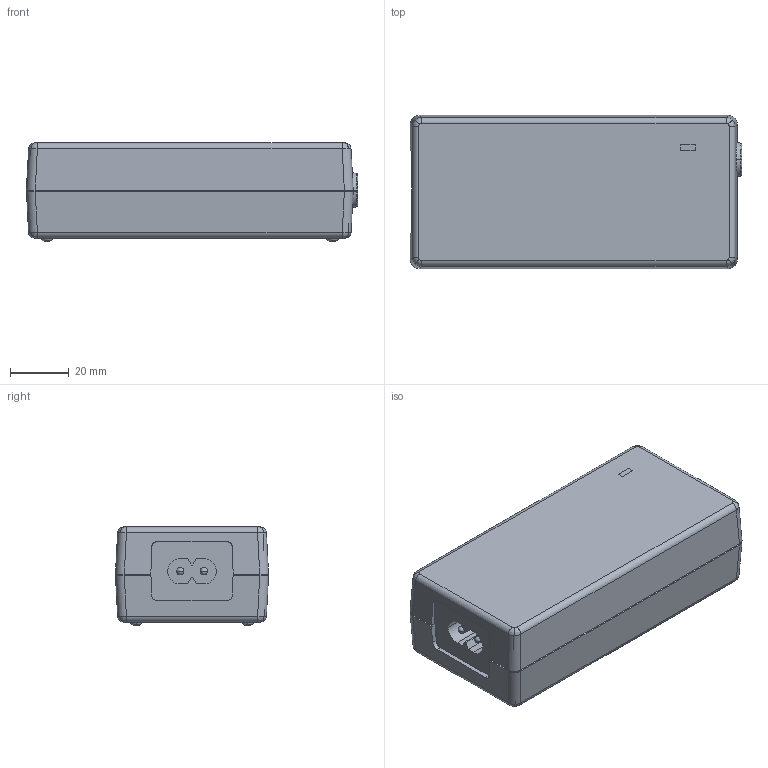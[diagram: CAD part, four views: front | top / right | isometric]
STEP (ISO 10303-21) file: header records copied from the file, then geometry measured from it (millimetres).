
FILE_DESCRIPTION((''),'2;1');
FILE_NAME('GT-46400-40VV-X_X-T2_ASM','2022-08-25T13:18:56',('jirenqiang'),(''),'CREO PARAMETRIC BY PTC INC, 2018050','CREO PARAMETRIC BY PTC INC, 2018050','');
FILE_SCHEMA(('CONFIG_CONTROL_DESIGN'));
Length unit declared in the file: millimetre
Products named in the file (5): TOP-; BOTTOM-; LENS; SOCKET1-1; GT-46400-40VV-X_X-T2_ASM
Assembly tree (4 placements, depth 2):
  GT-46400-40VV-X_X-T2_ASM
    TOP-
    BOTTOM-
    LENS
    SOCKET1-1
Bounding box: 112.5 x 52 x 33.3 mm (x, y, z)
Volume: 42601.1 mm3; surface area: 45550.9 mm2
Topology: 4 solids, 4 shells, 329 faces, 897 edges, 582 vertices
Faces by surface type: plane 208, cylinder 66, bspline 19, cone 18, torus 12, sphere 4, extrusion 2
Entity records: 11657 total; most frequent: CARTESIAN_POINT 3339, ORIENTED_EDGE 1778, DIRECTION 1596, EDGE_CURVE 889, VECTOR 638, LINE 636, VERTEX_POINT 582, AXIS2_PLACEMENT_3D 479
